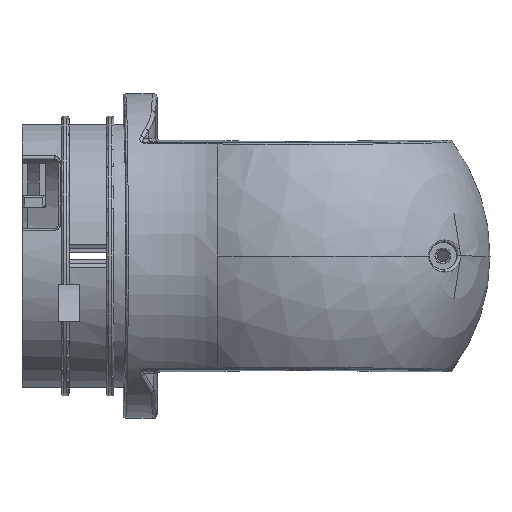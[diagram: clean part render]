
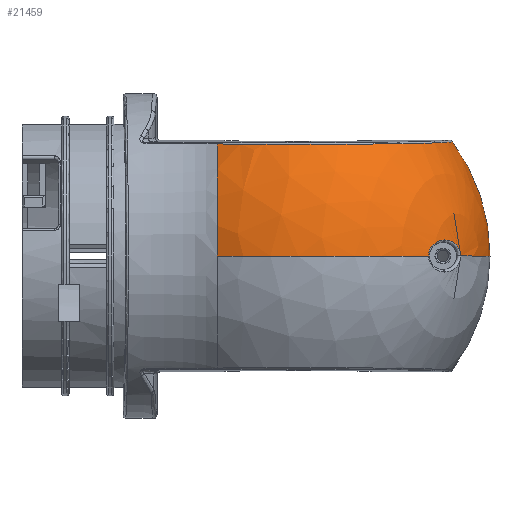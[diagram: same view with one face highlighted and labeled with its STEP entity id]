
A CAD part, front view. The second image highlights one B-rep face of the part: STEP entity #21459.
In plain terms, the highlighted spherical face has radius 26.5 mm.
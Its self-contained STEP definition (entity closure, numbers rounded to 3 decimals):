
#14524=CARTESIAN_POINT('',(113.454,21.5,349.433));
#14525=CARTESIAN_POINT('',(113.454,21.561,349.433));
#14526=CARTESIAN_POINT('',(113.449,21.687,349.441));
#14527=CARTESIAN_POINT('',(113.425,21.876,349.475));
#14528=CARTESIAN_POINT('',(113.383,22.071,349.535));
#14529=CARTESIAN_POINT('',(113.32,22.273,349.626));
#14530=CARTESIAN_POINT('',(113.231,22.482,349.751));
#14531=CARTESIAN_POINT('',(113.111,22.696,349.919));
#14532=CARTESIAN_POINT('',(112.957,22.911,350.131));
#14533=CARTESIAN_POINT('',(112.764,23.12,350.394));
#14534=CARTESIAN_POINT('',(112.526,23.317,350.711));
#14535=CARTESIAN_POINT('',(112.241,23.492,351.082));
#14536=CARTESIAN_POINT('',(111.918,23.626,351.493));
#14537=CARTESIAN_POINT('',(111.572,23.708,351.921));
#14538=CARTESIAN_POINT('',(111.343,23.725,352.197));
#14539=CARTESIAN_POINT('',(111.229,23.725,352.333));
#14541=CARTESIAN_POINT('',(91.,21.5,335.36));
#14542=DIRECTION('',(0.,-1.,0.));
#14543=DIRECTION('',(0.,0.,1.));
#14544=AXIS2_PLACEMENT_3D('',#14541,#14542,#14543);
#14546=CARTESIAN_POINT('',(79.844,21.5,335.36));
#14547=DIRECTION('',(-1.,0.,0.));
#14548=DIRECTION('',(0.,0.,1.));
#14549=AXIS2_PLACEMENT_3D('',#14546,#14547,#14548);
#14551=CARTESIAN_POINT('',(91.,37.296,335.636));
#14552=DIRECTION('',(0.,1.,0.017));
#14553=DIRECTION('',(-0.524,-0.015,0.851));
#14554=AXIS2_PLACEMENT_3D('',#14551,#14552,#14553);
#14556=CARTESIAN_POINT('',(91.,21.5,335.51));
#14557=DIRECTION('',(0.,0.,-1.));
#14558=DIRECTION('',(0.803,0.596,0.));
#14559=AXIS2_PLACEMENT_3D('',#14556,#14557,#14558);
#14604=CARTESIAN_POINT('',(91.,21.5,335.36));
#14605=DIRECTION('',(0.,1.,0.));
#14606=DIRECTION('',(0.847,0.,0.531));
#14607=AXIS2_PLACEMENT_3D('',#14604,#14605,#14606);
#14624=CARTESIAN_POINT('',(91.,21.5,335.36));
#14625=DIRECTION('',(0.,1.,0.));
#14626=DIRECTION('',(0.,0.,1.));
#14627=AXIS2_PLACEMENT_3D('',#14624,#14625,#14626);
#17683=CARTESIAN_POINT('',(109.004,21.5,354.805));
#17684=CARTESIAN_POINT('',(109.004,21.569,354.805));
#17685=CARTESIAN_POINT('',(109.01,21.708,354.798));
#17686=CARTESIAN_POINT('',(109.04,21.919,354.767));
#17687=CARTESIAN_POINT('',(109.092,22.133,354.713));
#17688=CARTESIAN_POINT('',(109.167,22.348,354.634));
#17689=CARTESIAN_POINT('',(109.269,22.563,354.527));
#17690=CARTESIAN_POINT('',(109.4,22.776,354.389));
#17691=CARTESIAN_POINT('',(109.561,22.981,354.217));
#17692=CARTESIAN_POINT('',(109.757,23.177,354.006));
#17693=CARTESIAN_POINT('',(109.989,23.355,353.753));
#17694=CARTESIAN_POINT('',(110.256,23.509,353.457));
#17695=CARTESIAN_POINT('',(110.553,23.628,353.122));
#17696=CARTESIAN_POINT('',(110.877,23.706,352.749));
#17697=CARTESIAN_POINT('',(111.11,23.725,352.475));
#17698=CARTESIAN_POINT('',(111.229,23.725,352.333));
#20156=VERTEX_POINT('',#14524);
#20157=VERTEX_POINT('',#14539);
#20158=VERTEX_POINT('',#17683);
#20159=CARTESIAN_POINT('',(91.,21.5,361.86));
#20160=VERTEX_POINT('',#20159);
#20161=CARTESIAN_POINT('',(79.844,21.5,359.398));
#20162=VERTEX_POINT('',#20161);
#20163=CARTESIAN_POINT('',(79.844,36.98,353.75));
#20164=VERTEX_POINT('',#20163);
#20165=CARTESIAN_POINT('',(112.276,37.298,335.51));
#20166=VERTEX_POINT('',#20165);
#20167=CARTESIAN_POINT('',(117.5,21.5,335.51));
#20168=VERTEX_POINT('',#20167);
#21436=CARTESIAN_POINT('',(91.,21.5,335.36));
#21437=DIRECTION('',(0.847,0.,0.531));
#21438=DIRECTION('',(0.531,0.,-0.847));
#21439=AXIS2_PLACEMENT_3D('',#21436,#21437,#21438);
#21440=SPHERICAL_SURFACE('',#21439,26.5);
#21442=ORIENTED_EDGE('',*,*,#21441,.T.);
#21444=ORIENTED_EDGE('',*,*,#21443,.F.);
#21446=ORIENTED_EDGE('',*,*,#21445,.F.);
#21448=ORIENTED_EDGE('',*,*,#21447,.T.);
#21450=ORIENTED_EDGE('',*,*,#21449,.T.);
#21452=ORIENTED_EDGE('',*,*,#21451,.T.);
#21454=ORIENTED_EDGE('',*,*,#21453,.T.);
#21456=ORIENTED_EDGE('',*,*,#21455,.F.);
#21457=EDGE_LOOP('',(#21442,#21444,#21446,#21448,#21450,#21452,#21454,#21456));
#21458=FACE_OUTER_BOUND('',#21457,.F.);
#21459=ADVANCED_FACE('',(#21458),#21440,.T.);
#14540=B_SPLINE_CURVE_WITH_KNOTS('',3,(#14524,#14525,#14526,#14527,#14528,
#14529,#14530,#14531,#14532,#14533,#14534,#14535,#14536,#14537,#14538,#14539),
.UNSPECIFIED.,.F.,.F.,(4,1,1,1,1,1,1,1,1,1,1,1,1,4),(0.,0.077,
0.154,0.231,0.308,0.385,
0.462,0.538,0.615,0.692,
0.769,0.846,0.923,1.),.UNSPECIFIED.);
#14545=CIRCLE('',#14544,26.5);
#14550=CIRCLE('',#14549,24.038);
#14555=CIRCLE('',#14554,21.276);
#14560=CIRCLE('',#14559,26.5);
#14608=CIRCLE('',#14607,26.5);
#14628=CIRCLE('',#14627,26.5);
#17699=B_SPLINE_CURVE_WITH_KNOTS('',3,(#17683,#17684,#17685,#17686,#17687,
#17688,#17689,#17690,#17691,#17692,#17693,#17694,#17695,#17696,#17697,#17698),
.UNSPECIFIED.,.F.,.F.,(4,1,1,1,1,1,1,1,1,1,1,1,1,4),(0.,0.077,
0.154,0.231,0.308,0.385,
0.462,0.538,0.615,0.692,
0.769,0.846,0.923,1.),.UNSPECIFIED.);
#21441=EDGE_CURVE('',#20156,#20157,#14540,.T.);
#21443=EDGE_CURVE('',#20158,#20157,#17699,.T.);
#21445=EDGE_CURVE('',#20160,#20158,#14628,.T.);
#21447=EDGE_CURVE('',#20160,#20162,#14545,.T.);
#21449=EDGE_CURVE('',#20162,#20164,#14550,.T.);
#21451=EDGE_CURVE('',#20164,#20166,#14555,.T.);
#21453=EDGE_CURVE('',#20166,#20168,#14560,.T.);
#21455=EDGE_CURVE('',#20156,#20168,#14608,.T.);
